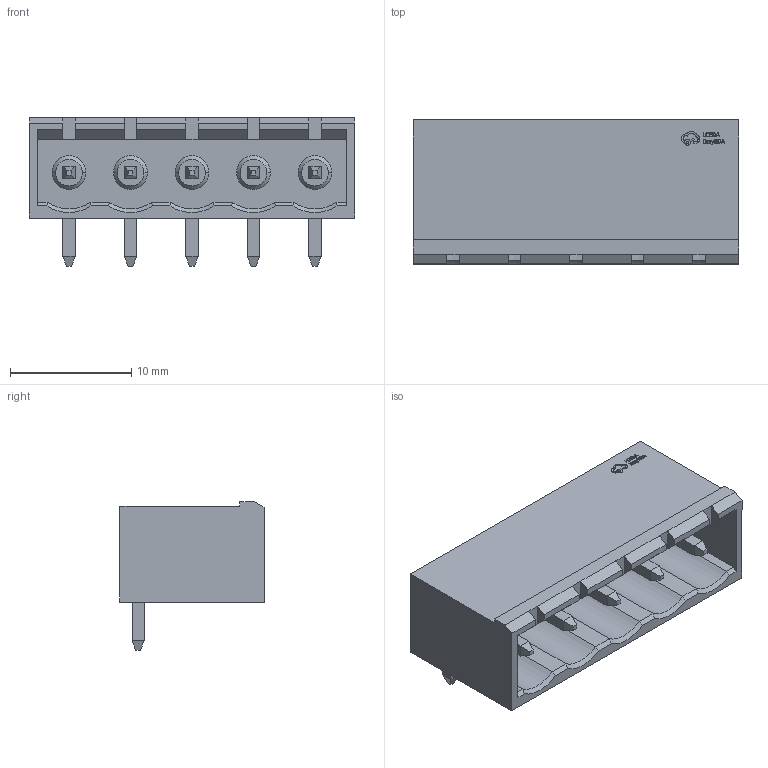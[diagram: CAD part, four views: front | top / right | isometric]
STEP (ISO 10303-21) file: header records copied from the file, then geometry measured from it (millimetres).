
FILE_DESCRIPTION (( 'STEP AP214' ), '1' );
FILE_NAME ('CONN-TH_5P-P5.08_MX2EDGRC-5.08-GN01-05P-CU-A.STEP', '2023-06-14T11:30:17', ( '' ), ( '' ), 'SwSTEP 2.0', 'SolidWorks 2020', '' );
FILE_SCHEMA (( 'AUTOMOTIVE_DESIGN' ));
Length unit declared in the file: millimetre
Products named in the file (1): CONN-TH_5P-P5.08_MX2EDGRC-5.08-GN01-05P-CU-A
Bounding box: 26.88 x 11.9 x 12.3 mm (x, y, z)
Volume: 1626.7 mm3; surface area: 1892.2 mm2
Topology: 1 solids, 1 shells, 404 faces, 1024 edges, 656 vertices
Faces by surface type: plane 276, bspline 98, cone 15, cylinder 15
Entity records: 14535 total; most frequent: CARTESIAN_POINT 3421, ORIENTED_EDGE 2048, DIRECTION 1473, EDGE_CURVE 1024, LINE 769, VECTOR 769, VERTEX_POINT 656, EDGE_LOOP 438
